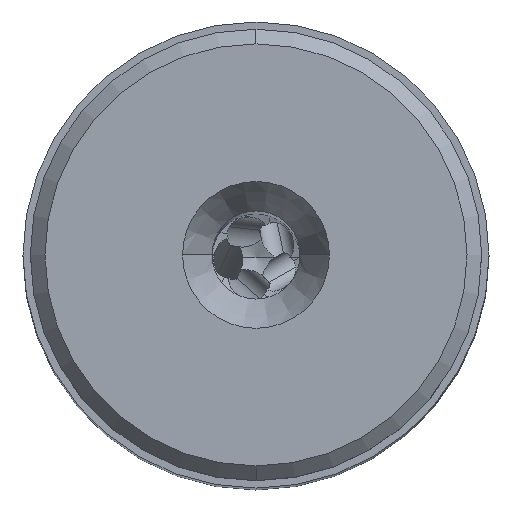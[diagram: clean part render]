
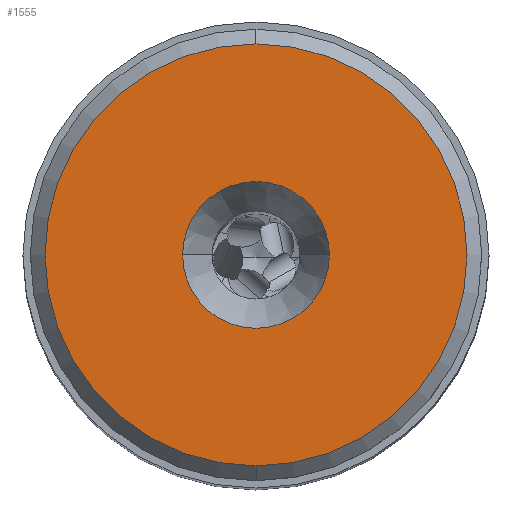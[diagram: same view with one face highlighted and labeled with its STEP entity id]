
A CAD part, top view. The second image highlights one B-rep face of the part: STEP entity #1555.
In plain terms, the highlighted planar face has unit normal (0, 0, 1).
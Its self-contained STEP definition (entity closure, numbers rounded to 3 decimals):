
#1555=ADVANCED_FACE('',(#1977,#1978),#1906,.T.);
#1906=PLANE('',#9971);
#1977=FACE_BOUND('',#2184,.T.);
#1978=FACE_BOUND('',#2185,.T.);
#2184=EDGE_LOOP('',(#4335,#4336,#4337,#4338));
#2185=EDGE_LOOP('',(#4339,#4340));
#2729=CIRCLE('',#9964,14.375);
#2730=CIRCLE('',#9965,14.375);
#2731=CIRCLE('',#9967,14.375);
#2732=CIRCLE('',#9968,14.375);
#2733=CIRCLE('',#9969,5.);
#2734=CIRCLE('',#9970,5.);
#4335=ORIENTED_EDGE('',*,*,#7708,.F.);
#4336=ORIENTED_EDGE('',*,*,#7709,.F.);
#4337=ORIENTED_EDGE('',*,*,#7707,.F.);
#4338=ORIENTED_EDGE('',*,*,#7706,.F.);
#4339=ORIENTED_EDGE('',*,*,#7710,.F.);
#4340=ORIENTED_EDGE('',*,*,#7711,.F.);
#6509=VERTEX_POINT('',#18390);
#6510=VERTEX_POINT('',#18392);
#6511=VERTEX_POINT('',#18394);
#6512=VERTEX_POINT('',#18398);
#6513=VERTEX_POINT('',#18401);
#6514=VERTEX_POINT('',#18402);
#7706=EDGE_CURVE('',#6510,#6511,#2729,.T.);
#7707=EDGE_CURVE('',#6511,#6509,#2730,.T.);
#7708=EDGE_CURVE('',#6512,#6510,#2731,.T.);
#7709=EDGE_CURVE('',#6509,#6512,#2732,.T.);
#7710=EDGE_CURVE('',#6513,#6514,#2733,.T.);
#7711=EDGE_CURVE('',#6514,#6513,#2734,.T.);
#9964=AXIS2_PLACEMENT_3D('',#18393,#11694,#11695);
#9965=AXIS2_PLACEMENT_3D('',#18395,#11696,#11697);
#9967=AXIS2_PLACEMENT_3D('',#18397,#11700,#11701);
#9968=AXIS2_PLACEMENT_3D('',#18399,#11702,#11703);
#9969=AXIS2_PLACEMENT_3D('',#18400,#11704,#11705);
#9970=AXIS2_PLACEMENT_3D('',#18403,#11706,#11707);
#9971=AXIS2_PLACEMENT_3D('',#18404,#11708,#11709);
#11694=DIRECTION('',(0.,0.,-1.));
#11695=DIRECTION('',(0.,1.,0.));
#11696=DIRECTION('',(0.,0.,-1.));
#11697=DIRECTION('',(1.,0.,0.));
#11700=DIRECTION('',(0.,0.,-1.));
#11701=DIRECTION('',(-1.,0.,0.));
#11702=DIRECTION('',(0.,0.,-1.));
#11703=DIRECTION('',(0.,-1.,0.));
#11704=DIRECTION('',(0.,0.,1.));
#11705=DIRECTION('',(-1.,0.,0.));
#11706=DIRECTION('',(0.,0.,1.));
#11707=DIRECTION('',(1.,0.,0.));
#11708=DIRECTION('',(0.,0.,1.));
#11709=DIRECTION('',(1.,0.,0.));
#18390=CARTESIAN_POINT('',(0.,-14.375,0.));
#18392=CARTESIAN_POINT('',(0.,14.375,0.));
#18393=CARTESIAN_POINT('',(0.,0.,0.));
#18394=CARTESIAN_POINT('',(14.375,0.,0.));
#18395=CARTESIAN_POINT('',(0.,0.,0.));
#18397=CARTESIAN_POINT('',(0.,0.,0.));
#18398=CARTESIAN_POINT('',(-14.375,0.,0.));
#18399=CARTESIAN_POINT('',(0.,0.,0.));
#18400=CARTESIAN_POINT('',(0.,0.,0.));
#18401=CARTESIAN_POINT('',(-5.,0.,0.));
#18402=CARTESIAN_POINT('',(5.,0.,0.));
#18403=CARTESIAN_POINT('',(0.,0.,0.));
#18404=CARTESIAN_POINT('',(-0.001,0.,0.));
